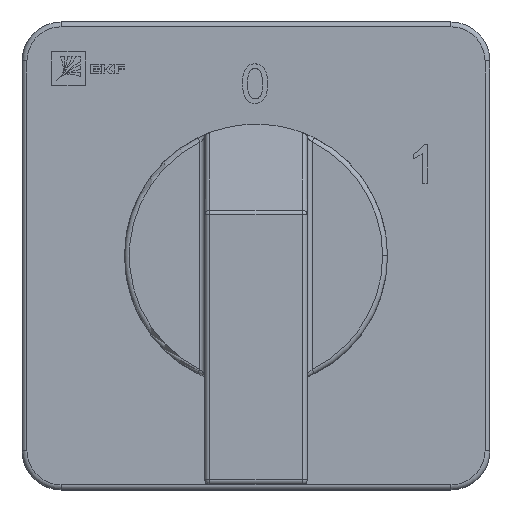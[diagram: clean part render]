
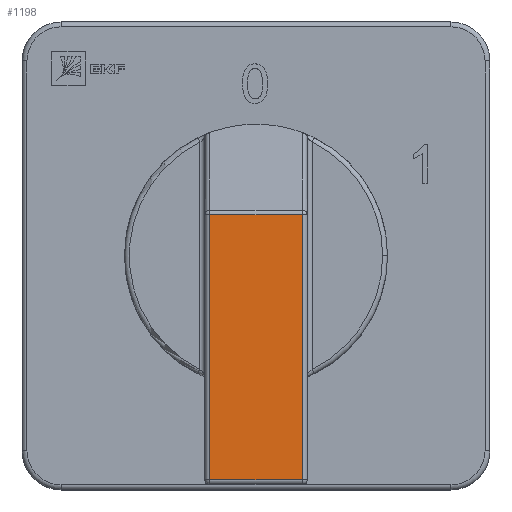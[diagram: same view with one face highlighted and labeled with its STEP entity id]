
A CAD part, top view. The second image highlights one B-rep face of the part: STEP entity #1198.
In plain terms, the highlighted planar face has unit normal (0, 0, 1).
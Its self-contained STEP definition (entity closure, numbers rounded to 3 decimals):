
#996 = LINE ( 'NONE', #7002, #6677 ) ;
#1198 = ADVANCED_FACE ( 'NONE', ( #12039 ), #13258, .F. ) ;
#1289 = DIRECTION ( 'NONE',  ( 0., 1., 0. ) ) ;
#1709 = VERTEX_POINT ( 'NONE', #12123 ) ;
#2189 = CARTESIAN_POINT ( 'NONE',  ( 5.25, 4.203, 23.5 ) ) ;
#2305 = VERTEX_POINT ( 'NONE', #13772 ) ;
#3071 = VECTOR ( 'NONE', #7919, 1000. ) ;
#3466 = ORIENTED_EDGE ( 'NONE', *, *, #5510, .T. ) ;
#4831 = CARTESIAN_POINT ( 'NONE',  ( 5.25, 4.5, 23.5 ) ) ;
#5510 = EDGE_CURVE ( 'NONE', #10976, #2305, #15270, .T. ) ;
#6677 = VECTOR ( 'NONE', #8154, 1000. ) ;
#7002 = CARTESIAN_POINT ( 'NONE',  ( 5.25, -23., 23.5 ) ) ;
#7556 = ORIENTED_EDGE ( 'NONE', *, *, #11779, .T. ) ;
#7893 = LINE ( 'NONE', #10762, #15027 ) ;
#7919 = DIRECTION ( 'NONE',  ( 0., 1., 0. ) ) ;
#8154 = DIRECTION ( 'NONE',  ( 1., 0., 0. ) ) ;
#8275 = CARTESIAN_POINT ( 'NONE',  ( 4.75, -23., 23.5 ) ) ;
#8544 = DIRECTION ( 'NONE',  ( 0., 0., -1. ) ) ;
#8567 = LINE ( 'NONE', #13739, #3071 ) ;
#8619 = EDGE_CURVE ( 'NONE', #9659, #10976, #8567, .T. ) ;
#9487 = DIRECTION ( 'NONE',  ( -1., 0., 0. ) ) ;
#9659 = VERTEX_POINT ( 'NONE', #8275 ) ;
#10762 = CARTESIAN_POINT ( 'NONE',  ( -4.75, -23.5, 23.5 ) ) ;
#10934 = ORIENTED_EDGE ( 'NONE', *, *, #14854, .T. ) ;
#10976 = VERTEX_POINT ( 'NONE', #14793 ) ;
#11779 = EDGE_CURVE ( 'NONE', #2305, #1709, #7893, .T. ) ;
#11963 = DIRECTION ( 'NONE',  ( 0., -1., 0. ) ) ;
#12039 = FACE_OUTER_BOUND ( 'NONE', #14829, .T. ) ;
#12123 = CARTESIAN_POINT ( 'NONE',  ( -4.75, -23., 23.5 ) ) ;
#12466 = AXIS2_PLACEMENT_3D ( 'NONE', #4831, #8544, #1289 ) ;
#12819 = VECTOR ( 'NONE', #9487, 1000. ) ;
#13258 = PLANE ( 'NONE',  #12466 ) ;
#13739 = CARTESIAN_POINT ( 'NONE',  ( 4.75, 4.5, 23.5 ) ) ;
#13772 = CARTESIAN_POINT ( 'NONE',  ( -4.75, 4.203, 23.5 ) ) ;
#14090 = ORIENTED_EDGE ( 'NONE', *, *, #8619, .T. ) ;
#14793 = CARTESIAN_POINT ( 'NONE',  ( 4.75, 4.203, 23.5 ) ) ;
#14829 = EDGE_LOOP ( 'NONE', ( #14090, #3466, #7556, #10934 ) ) ;
#14854 = EDGE_CURVE ( 'NONE', #1709, #9659, #996, .T. ) ;
#15027 = VECTOR ( 'NONE', #11963, 1000. ) ;
#15270 = LINE ( 'NONE', #2189, #12819 ) ;
